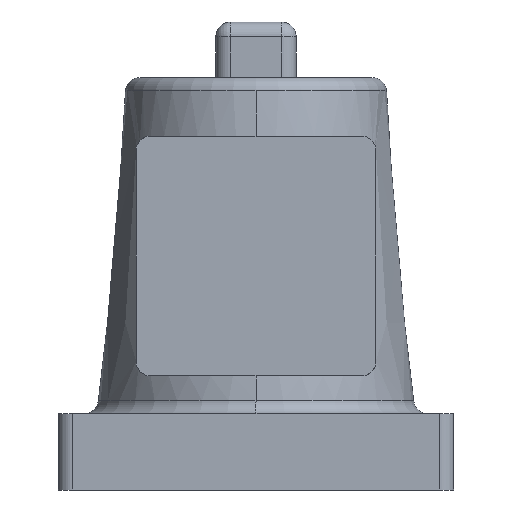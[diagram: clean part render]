
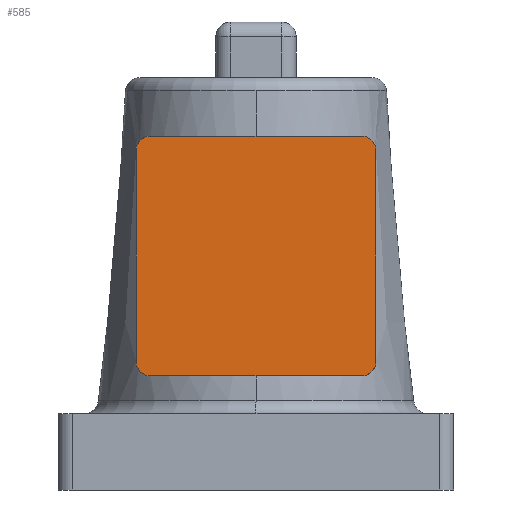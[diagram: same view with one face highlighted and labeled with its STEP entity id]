
A CAD part, left-side view. The second image highlights one B-rep face of the part: STEP entity #585.
In plain terms, the highlighted planar face has unit normal (-1, 0, 0).
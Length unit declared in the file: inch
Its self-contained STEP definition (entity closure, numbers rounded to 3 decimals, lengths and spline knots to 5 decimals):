
#20 = AXIS2_PLACEMENT_3D ( 'NONE', #1817, #1818, #1819 ) ;
#27 = EDGE_CURVE ( 'NONE', #384, #383, #784, .T. ) ;
#33 = EDGE_CURVE ( 'NONE', #388, #387, #787, .T. ) ;
#39 = EDGE_CURVE ( 'NONE', #388, #385, #807, .T. ) ;
#40 = EDGE_CURVE ( 'NONE', #382, #387, #809, .T. ) ;
#41 = EDGE_CURVE ( 'NONE', #384, #381, #811, .T. ) ;
#43 = EDGE_CURVE ( 'NONE', #386, #383, #814, .T. ) ;
#85 = AXIS2_PLACEMENT_3D ( 'NONE', #1357, #1371, #1372 ) ;
#88 = AXIS2_PLACEMENT_3D ( 'NONE', #1355, #1358, #1360 ) ;
#89 = AXIS2_PLACEMENT_3D ( 'NONE', #1351, #1363, #1365 ) ;
#97 = EDGE_CURVE ( 'NONE', #386, #385, #865, .T. ) ;
#208 = AXIS2_PLACEMENT_3D ( 'NONE', #1346, #1352, #1354 ) ;
#298 = EDGE_CURVE ( 'NONE', #382, #381, #1135, .T. ) ;
#309 = CARTESIAN_POINT ( 'NONE',  ( -2.31, 1.025, 0.975 ) ) ;
#381 = VERTEX_POINT ( 'NONE', #1713 ) ;
#382 = VERTEX_POINT ( 'NONE', #1714 ) ;
#383 = VERTEX_POINT ( 'NONE', #1715 ) ;
#384 = VERTEX_POINT ( 'NONE', #1716 ) ;
#385 = VERTEX_POINT ( 'NONE', #1717 ) ;
#386 = VERTEX_POINT ( 'NONE', #1718 ) ;
#387 = VERTEX_POINT ( 'NONE', #1719 ) ;
#388 = VERTEX_POINT ( 'NONE', #1720 ) ;
#410 = EDGE_LOOP ( 'NONE', ( #523, #524, #525, #526, #527, #528, #529, #530 ) ) ;
#523 = ORIENTED_EDGE ( 'NONE', *, *, #298, .F. ) ;
#524 = ORIENTED_EDGE ( 'NONE', *, *, #40, .T. ) ;
#525 = ORIENTED_EDGE ( 'NONE', *, *, #33, .F. ) ;
#526 = ORIENTED_EDGE ( 'NONE', *, *, #39, .T. ) ;
#527 = ORIENTED_EDGE ( 'NONE', *, *, #97, .F. ) ;
#528 = ORIENTED_EDGE ( 'NONE', *, *, #43, .T. ) ;
#529 = ORIENTED_EDGE ( 'NONE', *, *, #27, .F. ) ;
#530 = ORIENTED_EDGE ( 'NONE', *, *, #41, .T. ) ;
#585 = ADVANCED_FACE ( 'NONE', ( #1185 ), #1814, .T. ) ;
#784 = LINE ( 'NONE', #309, #785 ) ;
#785 = VECTOR ( 'NONE', #1298, 39.37008 ) ;
#787 = LINE ( 'NONE', #1313, #795 ) ;
#795 = VECTOR ( 'NONE', #1325, 39.37008 ) ;
#807 = CIRCLE ( 'NONE', #208, 0.125 ) ;
#809 = CIRCLE ( 'NONE', #88, 0.125 ) ;
#811 = CIRCLE ( 'NONE', #89, 0.125 ) ;
#814 = CIRCLE ( 'NONE', #85, 0.125 ) ;
#865 = LINE ( 'NONE', #1003, #866 ) ;
#866 = VECTOR ( 'NONE', #1004, 39.37008 ) ;
#1003 = CARTESIAN_POINT ( 'NONE',  ( -2.31, 1.025, 3.025 ) ) ;
#1004 = DIRECTION ( 'NONE',  ( 0., -1., 0. ) ) ;
#1135 = LINE ( 'NONE', #1626, #1136 ) ;
#1136 = VECTOR ( 'NONE', #1627, 39.37008 ) ;
#1185 = FACE_OUTER_BOUND ( 'NONE', #410, .T. ) ;
#1298 = DIRECTION ( 'NONE',  ( 0., 0., 1. ) ) ;
#1313 = CARTESIAN_POINT ( 'NONE',  ( -2.31, -1.025, 0.975 ) ) ;
#1325 = DIRECTION ( 'NONE',  ( 0., 0., -1. ) ) ;
#1346 = CARTESIAN_POINT ( 'NONE',  ( -2.31, -0.9, 2.9 ) ) ;
#1351 = CARTESIAN_POINT ( 'NONE',  ( -2.31, 0.9, 1.1 ) ) ;
#1352 = DIRECTION ( 'NONE',  ( -1., 0., 0. ) ) ;
#1354 = DIRECTION ( 'NONE',  ( 0., 0., 1. ) ) ;
#1355 = CARTESIAN_POINT ( 'NONE',  ( -2.31, -0.9, 1.1 ) ) ;
#1357 = CARTESIAN_POINT ( 'NONE',  ( -2.31, 0.9, 2.9 ) ) ;
#1358 = DIRECTION ( 'NONE',  ( -1., 0., 0. ) ) ;
#1360 = DIRECTION ( 'NONE',  ( 0., 0., 1. ) ) ;
#1363 = DIRECTION ( 'NONE',  ( -1., 0., 0. ) ) ;
#1365 = DIRECTION ( 'NONE',  ( 0., 0., 1. ) ) ;
#1371 = DIRECTION ( 'NONE',  ( -1., 0., 0. ) ) ;
#1372 = DIRECTION ( 'NONE',  ( 0., 0., 1. ) ) ;
#1626 = CARTESIAN_POINT ( 'NONE',  ( -2.31, 1.025, 0.975 ) ) ;
#1627 = DIRECTION ( 'NONE',  ( 0., 1., 0. ) ) ;
#1713 = CARTESIAN_POINT ( 'NONE',  ( -2.31, 0.9, 0.975 ) ) ;
#1714 = CARTESIAN_POINT ( 'NONE',  ( -2.31, -0.9, 0.975 ) ) ;
#1715 = CARTESIAN_POINT ( 'NONE',  ( -2.31, 1.025, 2.9 ) ) ;
#1716 = CARTESIAN_POINT ( 'NONE',  ( -2.31, 1.025, 1.1 ) ) ;
#1717 = CARTESIAN_POINT ( 'NONE',  ( -2.31, -0.9, 3.025 ) ) ;
#1718 = CARTESIAN_POINT ( 'NONE',  ( -2.31, 0.9, 3.025 ) ) ;
#1719 = CARTESIAN_POINT ( 'NONE',  ( -2.31, -1.025, 1.1 ) ) ;
#1720 = CARTESIAN_POINT ( 'NONE',  ( -2.31, -1.025, 2.9 ) ) ;
#1814 = PLANE ( 'NONE',  #20 ) ;
#1817 = CARTESIAN_POINT ( 'NONE',  ( -2.31, 0., 0. ) ) ;
#1818 = DIRECTION ( 'NONE',  ( -1., 0., 0. ) ) ;
#1819 = DIRECTION ( 'NONE',  ( 0., 0., -1. ) ) ;
